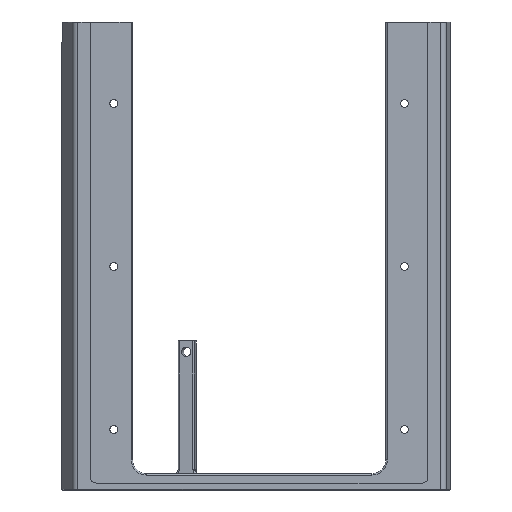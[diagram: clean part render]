
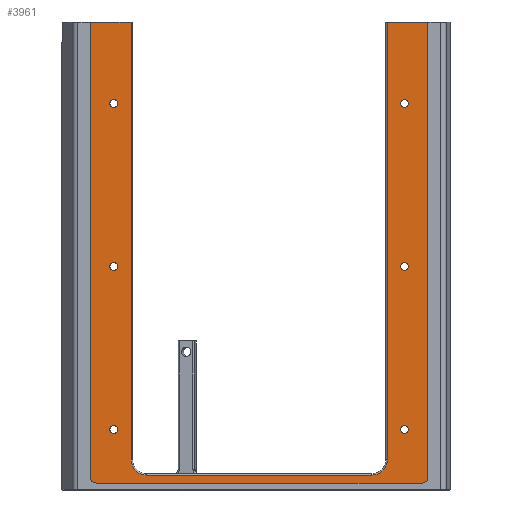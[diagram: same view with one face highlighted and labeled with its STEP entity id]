
A CAD part, front view. The second image highlights one B-rep face of the part: STEP entity #3961.
In plain terms, the highlighted planar face has unit normal (0, -1, 0).
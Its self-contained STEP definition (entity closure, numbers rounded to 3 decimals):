
#89=PLANE('',#4285);
#333=VECTOR('',#4975,1.);
#334=VECTOR('',#4987,1.);
#335=VECTOR('',#4999,1.);
#337=VECTOR('',#5002,1.);
#338=VECTOR('',#5003,1.);
#339=VECTOR('',#5006,1.);
#340=VECTOR('',#5009,1.);
#689=LINE('',#6657,#333);
#690=LINE('',#6666,#334);
#691=LINE('',#6677,#335);
#693=LINE('',#6680,#337);
#694=LINE('',#6682,#338);
#695=LINE('',#6686,#339);
#696=LINE('',#6690,#340);
#1189=VERTEX_POINT('',#6651);
#1192=VERTEX_POINT('',#6656);
#1193=VERTEX_POINT('',#6660);
#1194=VERTEX_POINT('',#6665);
#1196=VERTEX_POINT('',#6670);
#1198=VERTEX_POINT('',#6676);
#1199=VERTEX_POINT('',#6681);
#1200=VERTEX_POINT('',#6683);
#1201=VERTEX_POINT('',#6685);
#1202=VERTEX_POINT('',#6687);
#1203=VERTEX_POINT('',#6689);
#1204=VERTEX_POINT('',#6691);
#1205=VERTEX_POINT('',#6693);
#1206=VERTEX_POINT('',#6695);
#1207=VERTEX_POINT('',#6697);
#1208=VERTEX_POINT('',#6699);
#1209=VERTEX_POINT('',#6701);
#1210=VERTEX_POINT('',#6703);
#1444=CIRCLE('',#4275,6.6);
#1448=CIRCLE('',#4281,6.6);
#1451=CIRCLE('',#4286,2.4);
#1452=CIRCLE('',#4287,2.4);
#1453=CIRCLE('',#4288,1.7);
#1454=CIRCLE('',#4289,1.7);
#1455=CIRCLE('',#4290,1.7);
#1456=CIRCLE('',#4291,1.7);
#1457=CIRCLE('',#4292,1.7);
#1458=CIRCLE('',#4293,1.7);
#1828=EDGE_CURVE('',#1192,#1189,#689,.T.);
#1830=EDGE_CURVE('',#1193,#1192,#1444,.T.);
#1833=EDGE_CURVE('',#1194,#1193,#690,.T.);
#1835=EDGE_CURVE('',#1196,#1194,#1448,.T.);
#1838=EDGE_CURVE('',#1198,#1196,#691,.T.);
#1840=EDGE_CURVE('',#1199,#1198,#693,.T.);
#1841=EDGE_CURVE('',#1199,#1200,#694,.T.);
#1842=EDGE_CURVE('',#1200,#1201,#1451,.T.);
#1843=EDGE_CURVE('',#1201,#1202,#695,.T.);
#1844=EDGE_CURVE('',#1202,#1203,#1452,.T.);
#1845=EDGE_CURVE('',#1203,#1204,#696,.T.);
#1846=EDGE_CURVE('',#1189,#1204,#693,.T.);
#1847=EDGE_CURVE('',#1205,#1205,#1453,.T.);
#1848=EDGE_CURVE('',#1206,#1206,#1454,.T.);
#1849=EDGE_CURVE('',#1207,#1207,#1455,.T.);
#1850=EDGE_CURVE('',#1208,#1208,#1456,.T.);
#1851=EDGE_CURVE('',#1209,#1209,#1457,.T.);
#1852=EDGE_CURVE('',#1210,#1210,#1458,.T.);
#2571=ORIENTED_EDGE('',*,*,#1828,.F.);
#2572=ORIENTED_EDGE('',*,*,#1830,.F.);
#2573=ORIENTED_EDGE('',*,*,#1833,.F.);
#2574=ORIENTED_EDGE('',*,*,#1835,.F.);
#2575=ORIENTED_EDGE('',*,*,#1838,.F.);
#2576=ORIENTED_EDGE('',*,*,#1840,.F.);
#2577=ORIENTED_EDGE('',*,*,#1841,.T.);
#2578=ORIENTED_EDGE('',*,*,#1842,.T.);
#2579=ORIENTED_EDGE('',*,*,#1843,.T.);
#2580=ORIENTED_EDGE('',*,*,#1844,.T.);
#2581=ORIENTED_EDGE('',*,*,#1845,.T.);
#2582=ORIENTED_EDGE('',*,*,#1846,.F.);
#2583=ORIENTED_EDGE('',*,*,#1847,.T.);
#2584=ORIENTED_EDGE('',*,*,#1848,.T.);
#2585=ORIENTED_EDGE('',*,*,#1849,.T.);
#2586=ORIENTED_EDGE('',*,*,#1850,.T.);
#2587=ORIENTED_EDGE('',*,*,#1851,.T.);
#2588=ORIENTED_EDGE('',*,*,#1852,.T.);
#3408=EDGE_LOOP('',(#2571,#2572,#2573,#2574,#2575,#2576,#2577,#2578,#2579,
#2580,#2581,#2582));
#3409=EDGE_LOOP('',(#2583));
#3410=EDGE_LOOP('',(#2584));
#3411=EDGE_LOOP('',(#2585));
#3412=EDGE_LOOP('',(#2586));
#3413=EDGE_LOOP('',(#2587));
#3414=EDGE_LOOP('',(#2588));
#3689=FACE_BOUND('',#3408,.T.);
#3690=FACE_BOUND('',#3409,.T.);
#3691=FACE_BOUND('',#3410,.T.);
#3692=FACE_BOUND('',#3411,.T.);
#3693=FACE_BOUND('',#3412,.T.);
#3694=FACE_BOUND('',#3413,.T.);
#3695=FACE_BOUND('',#3414,.T.);
#3961=ADVANCED_FACE('',(#3689,#3690,#3691,#3692,#3693,#3694,#3695),#89,
 .F.);
#4275=AXIS2_PLACEMENT_3D('',#6661,#4979,#4980);
#4281=AXIS2_PLACEMENT_3D('',#6671,#4991,#4992);
#4285=AXIS2_PLACEMENT_3D('',#6679,#5001,$);
#4286=AXIS2_PLACEMENT_3D('',#6684,#5004,#5005);
#4287=AXIS2_PLACEMENT_3D('',#6688,#5007,#5008);
#4288=AXIS2_PLACEMENT_3D('',#6692,#5010,#5011);
#4289=AXIS2_PLACEMENT_3D('',#6694,#5012,#5013);
#4290=AXIS2_PLACEMENT_3D('',#6696,#5014,#5015);
#4291=AXIS2_PLACEMENT_3D('',#6698,#5016,#5017);
#4292=AXIS2_PLACEMENT_3D('',#6700,#5018,#5019);
#4293=AXIS2_PLACEMENT_3D('',#6702,#5020,#5021);
#4975=DIRECTION('',(0.,0.,1.));
#4979=DIRECTION('',(0.,-1.,0.));
#4980=DIRECTION('',(4.667,0.,-4.667));
#4987=DIRECTION('',(1.,0.,0.));
#4991=DIRECTION('',(0.,-1.,0.));
#4992=DIRECTION('',(-4.667,0.,-4.667));
#4999=DIRECTION('',(0.,0.,-1.));
#5001=DIRECTION('',(0.,1.,0.));
#5002=DIRECTION('',(1.,0.,0.));
#5003=DIRECTION('',(0.,0.,-1.));
#5004=DIRECTION('',(0.,-1.,0.));
#5005=DIRECTION('',(-1.697,0.,-1.697));
#5006=DIRECTION('',(1.,0.,0.));
#5007=DIRECTION('',(0.,-1.,0.));
#5008=DIRECTION('',(1.697,0.,-1.697));
#5009=DIRECTION('',(0.,0.,1.));
#5010=DIRECTION('',(0.,1.,0.));
#5011=DIRECTION('',(0.,0.,-1.7));
#5012=DIRECTION('',(0.,1.,0.));
#5013=DIRECTION('',(0.,0.,-1.7));
#5014=DIRECTION('',(0.,1.,0.));
#5015=DIRECTION('',(0.,0.,-1.7));
#5016=DIRECTION('',(0.,1.,0.));
#5017=DIRECTION('',(0.,0.,-1.7));
#5018=DIRECTION('',(0.,1.,0.));
#5019=DIRECTION('',(0.,0.,-1.7));
#5020=DIRECTION('',(0.,1.,0.));
#5021=DIRECTION('',(0.,0.,-1.7));
#6651=CARTESIAN_POINT('',(134.785,1.6,198.));
#6656=CARTESIAN_POINT('',(134.785,1.6,10.));
#6657=CARTESIAN_POINT('',(134.785,1.6,100.));
#6660=CARTESIAN_POINT('',(128.185,1.6,3.4));
#6661=CARTESIAN_POINT('',(128.185,1.6,10.));
#6665=CARTESIAN_POINT('',(31.385,1.6,3.4));
#6666=CARTESIAN_POINT('',(79.785,1.6,3.4));
#6670=CARTESIAN_POINT('',(24.785,1.6,10.));
#6671=CARTESIAN_POINT('',(31.385,1.6,10.));
#6676=CARTESIAN_POINT('',(24.785,1.6,198.));
#6677=CARTESIAN_POINT('',(24.785,1.6,100.));
#6679=CARTESIAN_POINT('',(79.785,1.6,99.));
#6680=CARTESIAN_POINT('',(76.186,1.6,198.));
#6681=CARTESIAN_POINT('',(7.385,1.6,198.));
#6682=CARTESIAN_POINT('',(7.385,1.6,0.));
#6683=CARTESIAN_POINT('',(7.385,1.6,2.4));
#6684=CARTESIAN_POINT('',(9.785,1.6,2.4));
#6685=CARTESIAN_POINT('',(9.785,1.6,0.));
#6686=CARTESIAN_POINT('',(152.185,1.6,0.));
#6687=CARTESIAN_POINT('',(149.785,1.6,0.));
#6688=CARTESIAN_POINT('',(149.785,1.6,2.4));
#6689=CARTESIAN_POINT('',(152.185,1.6,2.4));
#6690=CARTESIAN_POINT('',(152.185,1.6,198.));
#6691=CARTESIAN_POINT('',(152.185,1.6,198.));
#6692=CARTESIAN_POINT('',(17.335,1.6,23.));
#6693=CARTESIAN_POINT('',(17.335,1.6,21.3));
#6694=CARTESIAN_POINT('',(17.335,1.6,93.));
#6695=CARTESIAN_POINT('',(17.335,1.6,91.3));
#6696=CARTESIAN_POINT('',(17.335,1.6,163.));
#6697=CARTESIAN_POINT('',(17.335,1.6,161.3));
#6698=CARTESIAN_POINT('',(142.185,1.6,163.));
#6699=CARTESIAN_POINT('',(142.185,1.6,161.3));
#6700=CARTESIAN_POINT('',(142.185,1.6,93.));
#6701=CARTESIAN_POINT('',(142.185,1.6,91.3));
#6702=CARTESIAN_POINT('',(142.185,1.6,23.));
#6703=CARTESIAN_POINT('',(142.185,1.6,21.3));
